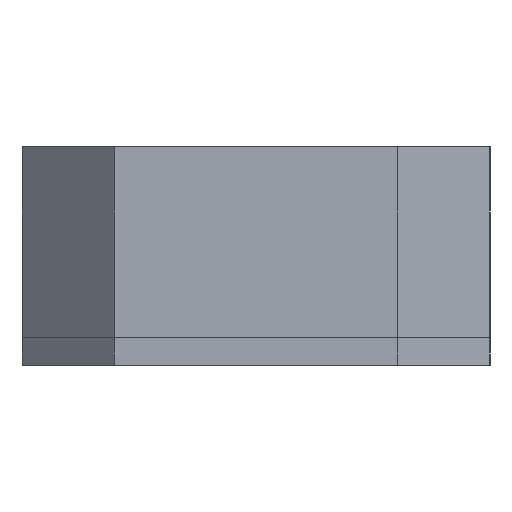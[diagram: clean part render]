
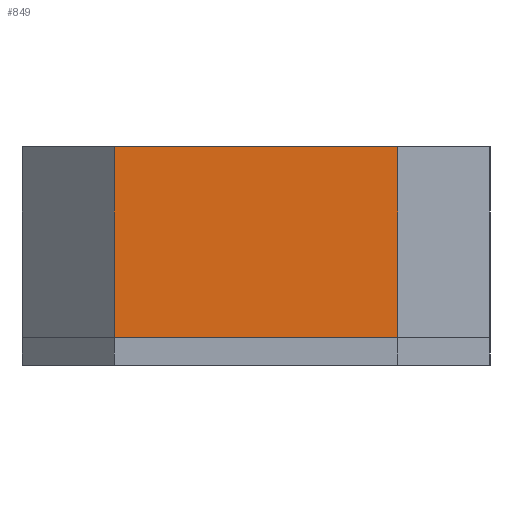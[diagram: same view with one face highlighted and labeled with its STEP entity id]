
A CAD part, left-side view. The second image highlights one B-rep face of the part: STEP entity #849.
In plain terms, the highlighted planar face has unit normal (-1, 0, 0).
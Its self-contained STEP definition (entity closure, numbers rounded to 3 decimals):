
#86 = ORIENTED_EDGE ( 'NONE', *, *, #762, .T. ) ;
#162 = AXIS2_PLACEMENT_3D ( 'NONE', #1022, #395, #900 ) ;
#195 = VERTEX_POINT ( 'NONE', #595 ) ;
#210 = DIRECTION ( 'NONE',  ( 0., 0., -1. ) ) ;
#236 = VECTOR ( 'NONE', #210, 1000. ) ;
#247 = DIRECTION ( 'NONE',  ( 0., -1., 0. ) ) ;
#315 = VECTOR ( 'NONE', #247, 1000. ) ;
#395 = DIRECTION ( 'NONE',  ( 1., 0., 0. ) ) ;
#471 = DIRECTION ( 'NONE',  ( 0., 0., -1. ) ) ;
#513 = ORIENTED_EDGE ( 'NONE', *, *, #1003, .F. ) ;
#522 = VERTEX_POINT ( 'NONE', #692 ) ;
#576 = CARTESIAN_POINT ( 'NONE',  ( -82.5, -23., 0. ) ) ;
#595 = CARTESIAN_POINT ( 'NONE',  ( -82.5, 23., 0. ) ) ;
#609 = VERTEX_POINT ( 'NONE', #841 ) ;
#645 = LINE ( 'NONE', #576, #1322 ) ;
#654 = CARTESIAN_POINT ( 'NONE',  ( -82.5, -23., 31. ) ) ;
#692 = CARTESIAN_POINT ( 'NONE',  ( -82.5, -23., 0. ) ) ;
#762 = EDGE_CURVE ( 'NONE', #609, #195, #1255, .T. ) ;
#841 = CARTESIAN_POINT ( 'NONE',  ( -82.5, 23., 31. ) ) ;
#849 = ADVANCED_FACE ( 'NONE', ( #1158 ), #1561, .F. ) ;
#852 = ORIENTED_EDGE ( 'NONE', *, *, #1366, .T. ) ;
#870 = VERTEX_POINT ( 'NONE', #1647 ) ;
#900 = DIRECTION ( 'NONE',  ( 0., 0., -1. ) ) ;
#910 = VECTOR ( 'NONE', #471, 1000. ) ;
#946 = ORIENTED_EDGE ( 'NONE', *, *, #1317, .F. ) ;
#997 = DIRECTION ( 'NONE',  ( 0., -1., 0. ) ) ;
#1003 = EDGE_CURVE ( 'NONE', #870, #522, #1033, .T. ) ;
#1022 = CARTESIAN_POINT ( 'NONE',  ( -82.5, -23., 31. ) ) ;
#1033 = LINE ( 'NONE', #654, #236 ) ;
#1058 = CARTESIAN_POINT ( 'NONE',  ( -82.5, 23., 31. ) ) ;
#1158 = FACE_OUTER_BOUND ( 'NONE', #1666, .T. ) ;
#1255 = LINE ( 'NONE', #1058, #910 ) ;
#1317 = EDGE_CURVE ( 'NONE', #609, #870, #1345, .T. ) ;
#1322 = VECTOR ( 'NONE', #997, 1000. ) ;
#1345 = LINE ( 'NONE', #1660, #315 ) ;
#1366 = EDGE_CURVE ( 'NONE', #195, #522, #645, .T. ) ;
#1561 = PLANE ( 'NONE',  #162 ) ;
#1647 = CARTESIAN_POINT ( 'NONE',  ( -82.5, -23., 31. ) ) ;
#1660 = CARTESIAN_POINT ( 'NONE',  ( -82.5, -23., 31. ) ) ;
#1666 = EDGE_LOOP ( 'NONE', ( #852, #513, #946, #86 ) ) ;
